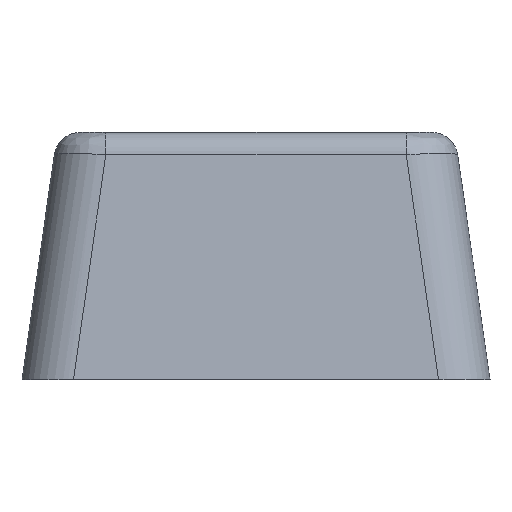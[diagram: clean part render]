
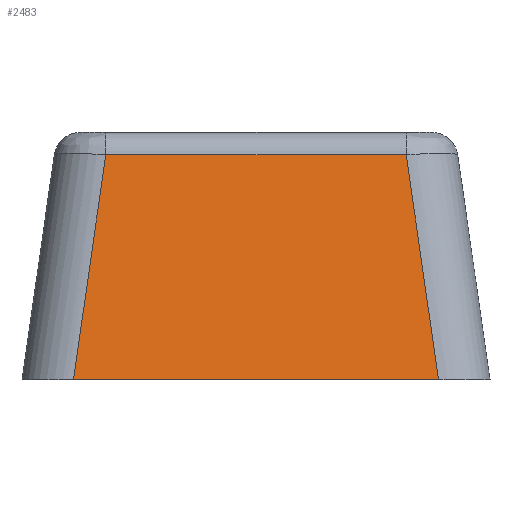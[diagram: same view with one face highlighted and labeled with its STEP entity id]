
A CAD part, left-side view. The second image highlights one B-rep face of the part: STEP entity #2483.
In plain terms, the highlighted planar face has unit normal (-0.99, 0, 0.142).
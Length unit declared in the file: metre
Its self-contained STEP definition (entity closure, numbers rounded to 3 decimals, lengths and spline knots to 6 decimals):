
#335=ORIENTED_EDGE('',*,*,#1083,.T.);
#336=ORIENTED_EDGE('',*,*,#1097,.T.);
#337=ORIENTED_EDGE('',*,*,#1098,.T.);
#338=ORIENTED_EDGE('',*,*,#1099,.T.);
#1083=EDGE_CURVE('',#1465,#1464,#1662,.T.);
#1097=EDGE_CURVE('',#1464,#1478,#1669,.T.);
#1098=EDGE_CURVE('',#1478,#1479,#1670,.F.);
#1099=EDGE_CURVE('',#1479,#1465,#1671,.F.);
#1464=VERTEX_POINT('',#3664);
#1465=VERTEX_POINT('',#3666);
#1478=VERTEX_POINT('',#3694);
#1479=VERTEX_POINT('',#3696);
#1662=LINE('',#3665,#1901);
#1669=LINE('',#3693,#1908);
#1670=LINE('',#3695,#1909);
#1671=LINE('',#3697,#1910);
#1901=VECTOR('',#2937,1.);
#1908=VECTOR('',#2960,1.);
#1909=VECTOR('',#2961,1.);
#1910=VECTOR('',#2962,1.);
#2111=EDGE_LOOP('',(#335,#336,#337,#338));
#2266=FACE_BOUND('',#2111,.T.);
#2413=PLANE('',#2680);
#2483=ADVANCED_FACE('',(#2266),#2413,.T.);
#2680=AXIS2_PLACEMENT_3D('',#3692,#2958,#2959);
#2937=DIRECTION('',(0.,-1.,0.));
#2958=DIRECTION('',(-0.99,0.,0.142));
#2959=DIRECTION('',(0.142,0.,0.99));
#2960=DIRECTION('',(0.141,0.141,0.98));
#2961=DIRECTION('',(0.,-1.,0.));
#2962=DIRECTION('',(0.141,-0.141,0.98));
#3664=CARTESIAN_POINT('',(0.054,-0.03602,0.));
#3665=CARTESIAN_POINT('',(0.054,-0.029,0.));
#3666=CARTESIAN_POINT('',(0.054,-0.02198,0.));
#3692=CARTESIAN_POINT('',(0.054,-0.038,0.));
#3693=CARTESIAN_POINT('',(0.053961,-0.03606,-0.000273));
#3694=CARTESIAN_POINT('',(0.055243,-0.034777,0.008642));
#3695=CARTESIAN_POINT('',(0.055243,-0.038,0.008642));
#3696=CARTESIAN_POINT('',(0.055243,-0.023223,0.008642));
#3697=CARTESIAN_POINT('',(0.054318,-0.022298,0.002213));
